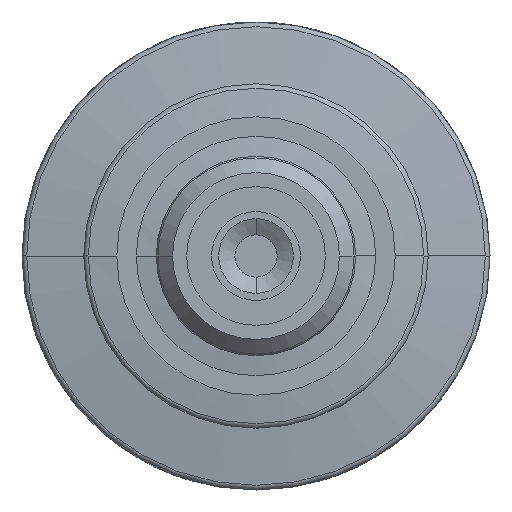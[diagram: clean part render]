
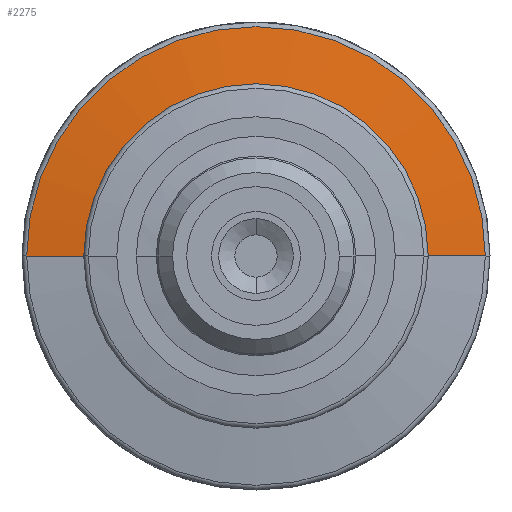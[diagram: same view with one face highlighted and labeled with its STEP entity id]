
A CAD part, front view. The second image highlights one B-rep face of the part: STEP entity #2275.
In plain terms, the highlighted conical face has half-angle 82.011 degrees and reference radius 4.039 mm.
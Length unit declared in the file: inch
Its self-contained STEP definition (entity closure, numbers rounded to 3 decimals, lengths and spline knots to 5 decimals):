
#889 = FACE_OUTER_BOUND ( 'NONE', #2276, .T. ) ;
#901 = DIRECTION ( 'NONE',  ( -1., 0., 0. ) ) ;
#902 = DIRECTION ( 'NONE',  ( 0., 1., 0. ) ) ;
#903 = AXIS2_PLACEMENT_3D ( 'NONE', #905, #902, #901 ) ;
#904 = CONICAL_SURFACE ( 'NONE', #903, 0.159, 1.431 ) ;
#905 = CARTESIAN_POINT ( 'NONE',  ( 0., 0.004, 0. ) ) ;
#940 = DIRECTION ( 'NONE',  ( -0.99, 0.139, 0. ) ) ;
#941 = VECTOR ( 'NONE', #940, 39.37008 ) ;
#942 = CARTESIAN_POINT ( 'NONE',  ( -0.159, 0.004, 0. ) ) ;
#943 = LINE ( 'NONE', #942, #941 ) ;
#944 = DIRECTION ( 'NONE',  ( 0.99, 0.139, 0. ) ) ;
#945 = VECTOR ( 'NONE', #944, 39.37008 ) ;
#946 = CARTESIAN_POINT ( 'NONE',  ( 0.159, 0.004, 0. ) ) ;
#947 = LINE ( 'NONE', #946, #945 ) ;
#1296 = EDGE_CURVE ( 'NONE', #1683, #1647, #2171, .T. ) ;
#1387 = DIRECTION ( 'NONE',  ( 0., 1., 0. ) ) ;
#1389 = AXIS2_PLACEMENT_3D ( 'NONE', #1429, #1387, #1430 ) ;
#1426 = CIRCLE ( 'NONE', #1389, 0.159 ) ;
#1429 = CARTESIAN_POINT ( 'NONE',  ( 0., 0.004, 0. ) ) ;
#1430 = DIRECTION ( 'NONE',  ( -1., 0., 0. ) ) ;
#1552 = CARTESIAN_POINT ( 'NONE',  ( 0.159, 0.004, 0. ) ) ;
#1647 = VERTEX_POINT ( 'NONE', #2912 ) ;
#1683 = VERTEX_POINT ( 'NONE', #3137 ) ;
#2171 = CIRCLE ( 'NONE', #2176, 0.21169 ) ;
#2176 = AXIS2_PLACEMENT_3D ( 'NONE', #2180, #2189, #2179 ) ;
#2179 = DIRECTION ( 'NONE',  ( 1., 0., 0. ) ) ;
#2180 = CARTESIAN_POINT ( 'NONE',  ( 0., 0.0114, 0. ) ) ;
#2189 = DIRECTION ( 'NONE',  ( 0., -1., 0. ) ) ;
#2200 = EDGE_CURVE ( 'NONE', #2326, #2228, #1426, .T. ) ;
#2228 = VERTEX_POINT ( 'NONE', #1552 ) ;
#2275 = ADVANCED_FACE ( 'NONE', ( #889 ), #904, .T. ) ;
#2276 = EDGE_LOOP ( 'NONE', ( #2277, #2278, #2316, #2317 ) ) ;
#2277 = ORIENTED_EDGE ( 'NONE', *, *, #2200, .T. ) ;
#2278 = ORIENTED_EDGE ( 'NONE', *, *, #2315, .T. ) ;
#2315 = EDGE_CURVE ( 'NONE', #2228, #1683, #947, .T. ) ;
#2316 = ORIENTED_EDGE ( 'NONE', *, *, #1296, .T. ) ;
#2317 = ORIENTED_EDGE ( 'NONE', *, *, #2318, .F. ) ;
#2318 = EDGE_CURVE ( 'NONE', #2326, #1647, #943, .T. ) ;
#2326 = VERTEX_POINT ( 'NONE', #3544 ) ;
#2912 = CARTESIAN_POINT ( 'NONE',  ( -0.21169, 0.0114, 0. ) ) ;
#3137 = CARTESIAN_POINT ( 'NONE',  ( 0.21169, 0.0114, 0. ) ) ;
#3544 = CARTESIAN_POINT ( 'NONE',  ( -0.159, 0.004, 0. ) ) ;
